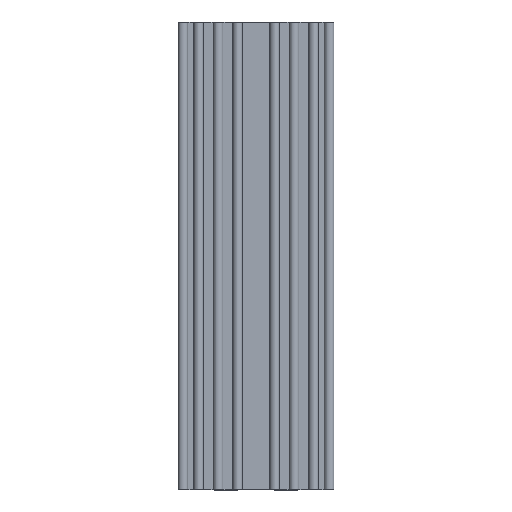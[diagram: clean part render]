
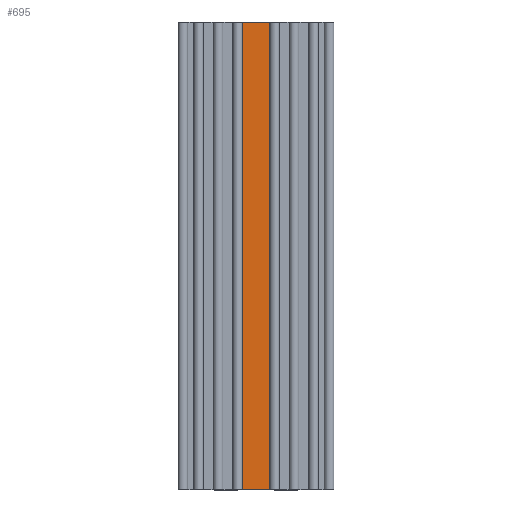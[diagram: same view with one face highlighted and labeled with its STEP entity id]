
A CAD part, top view. The second image highlights one B-rep face of the part: STEP entity #695.
In plain terms, the highlighted planar face has unit normal (0, 0, 1).
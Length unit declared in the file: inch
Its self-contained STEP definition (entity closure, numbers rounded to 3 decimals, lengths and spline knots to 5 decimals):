
#634=CARTESIAN_POINT('',(9.91534,3.03692,0.125));
#635=VERTEX_POINT('',#634);
#642=CARTESIAN_POINT('',(9.91534,9.03692,0.125));
#643=VERTEX_POINT('',#642);
#644=CARTESIAN_POINT('',(9.91534,6.03692,0.125));
#645=DIRECTION('',(0.,-1.,0.));
#646=VECTOR('',#645,1.);
#647=LINE('',#644,#646);
#648=EDGE_CURVE('',#643,#635,#647,.T.);
#665=CARTESIAN_POINT('',(10.26534,3.03692,0.125));
#666=VERTEX_POINT('',#665);
#667=CARTESIAN_POINT('',(10.26534,3.03692,0.125));
#668=DIRECTION('',(1.,0.,0.));
#669=VECTOR('',#668,1.);
#670=LINE('',#667,#669);
#671=EDGE_CURVE('',#635,#666,#670,.T.);
#672=ORIENTED_EDGE('',*,*,#671,.T.);
#673=CARTESIAN_POINT('',(10.26534,9.03692,0.125));
#674=VERTEX_POINT('',#673);
#675=CARTESIAN_POINT('',(10.26534,6.03692,0.125));
#676=DIRECTION('',(0.,1.,0.));
#677=VECTOR('',#676,1.);
#678=LINE('',#675,#677);
#679=EDGE_CURVE('',#666,#674,#678,.T.);
#680=ORIENTED_EDGE('',*,*,#679,.T.);
#681=CARTESIAN_POINT('',(10.26534,9.03692,0.125));
#682=DIRECTION('',(-1.,0.,0.));
#683=VECTOR('',#682,1.);
#684=LINE('',#681,#683);
#685=EDGE_CURVE('',#674,#643,#684,.T.);
#686=ORIENTED_EDGE('',*,*,#685,.T.);
#687=ORIENTED_EDGE('',*,*,#648,.T.);
#688=EDGE_LOOP('',(#672,#680,#686,#687));
#689=FACE_OUTER_BOUND('',#688,.T.);
#690=CARTESIAN_POINT('',(10.09034,6.03692,0.125));
#691=DIRECTION('',(0.,0.,1.));
#692=DIRECTION('',(-1.,0.,0.));
#693=AXIS2_PLACEMENT_3D('',#690,#691,#692);
#694=PLANE('',#693);
#695=ADVANCED_FACE('',(#689),#694,.T.);
